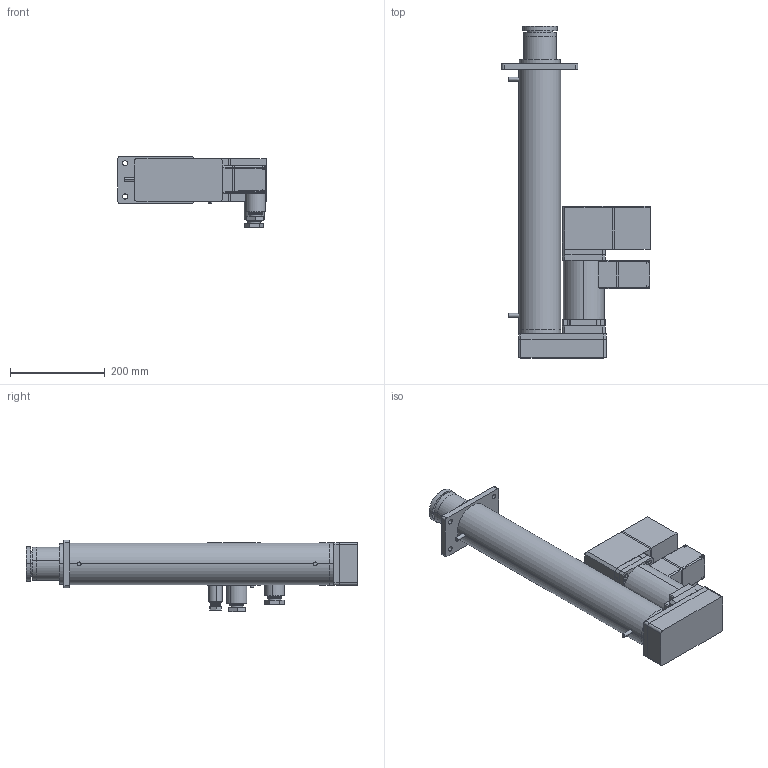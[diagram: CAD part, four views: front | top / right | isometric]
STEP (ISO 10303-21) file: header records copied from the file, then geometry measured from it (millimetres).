
FILE_DESCRIPTION (( 'STEP AP203' ), '1' );
FILE_NAME ('RLD88-10QF-1.9KN-R900-S2-250mm-s.STEP', '2025-01-08T09:27:55', ( '微软用户' ), ( '微软中国' ), 'SwSTEP 2.0', 'SolidWorks 2022', '' );
FILE_SCHEMA (( 'CONFIG_CONTROL_DESIGN' ));
Length unit declared in the file: millimetre
Products named in the file (46): RLD88-10QF-1.9KN-R900-S2-250mm-s; A0-1.STEP; ____.STEP; ____________.STEP; THD-EX05MA-010 ____________.STEP; THD-EX05MA-008 ____.STEP; JD4-660.STEP; THD-EX16-009 ________.STEP; __________.STEP; JD4______.STEP; A0________.STEP; ______-1.STEP; 复件 240111-TB-88多节缸第三节缸筒^RLD88-10QF-2KN-R1000-S2-125mm-s; ____-4.STEP; __________-0.STEP; 复件 240111-TB-88多节缸轴承座^RLD88-10QF-2KN-R1000-S2-125mm-s; A2-2.STEP; ______-2.STEP; A2-3.STEP; ____-1.STEP; hexagon socket head cap screws gb_GB_FASTENER_SCREWS_HSHCS M5X16-C.STEP; THD-EX05MA-007B ____.STEP; A0-3.STEP; hexagon socket head cap screws gb_GB_FASTENER_SCREWS_HSHCS M4X6-N.STEP; A2-1.STEP; hexagon socket head cap screws gb_GB_FASTENER_SCREWS_HSHCS M5X50-C.STEP; THD-EX05MA-005 ________.STEP; THD-EX05MA-002 ______.STEP; THD-EX05MA-011 ____________.STEP; 90煤安接线柱型; A0-2.STEP; 复件 240111-TB-88多节缸第一节缸筒^RLD88-10QF-2KN-R1000-S2-125mm-s; 复件 240111-TB-88多节缸第二节缸筒^RLD88-10QF-2KN-R1000-S2-125mm-s; ________-3.STEP; ________-5.STEP; ____-7.STEP; ____________-6.STEP; hexagon socket head cap screws gb_GB_FASTENER_SCREWS_HSHCS M5X20-C.STEP; A2________.STEP; 90煤安接线柱型.STEP ...
Assembly tree (65 placements, depth 5):
  RLD88-10QF-1.9KN-R900-S2-250mm-s
    复件 240111-TB-88多节缸箱体盖板^RLD88-10QF-2KN-R1000-S2-125mm-s
    复件 240111-TB-88多节缸轴承座^RLD88-10QF-2KN-R1000-S2-125mm-s
    复件 240111-TB-88多节缸第二节缸筒^RLD88-10QF-2KN-R1000-S2-125mm-s
    复件 240111-TB-88多节缸第三节缸筒^RLD88-10QF-2KN-R1000-S2-125mm-s
    复件 240111-TB-88多节缸第一节缸筒^RLD88-10QF-2KN-R1000-S2-125mm-s
    零件40^RLD88-10QF-2KN-R1000-S2-125mm-s
    90煤安接线柱型
      90煤安接线柱型.STEP
        THD-EX05MA-005 ________.STEP
          __________.STEP
          ______.STEP
          __________-0.STEP
          ______-1.STEP
        THD-EX05MA-002 ______.STEP
          ________.STEP
        JD4-660.STEP
          ______-2.STEP
          JD4______.STEP  x4
          ________-3.STEP
        JZ16-220-_36.STEP
          ____-1.STEP
          ____.STEP
          ____-4.STEP
          ________-5.STEP
        A0________.STEP
          A0-2.STEP
          A0-1.STEP
          A0-3.STEP
        A2________.STEP  x2
          A2-2.STEP
          A2-1.STEP
          A2-3.STEP
        THD-EX05MA-007B ____.STEP
        hexagon socket head cap screws gb_GB_FASTENER_SCREWS_HSHCS M5X20-C.STEP  x4
        hexagon socket head cap screws gb_GB_FASTENER_SCREWS_HSHCS M5X16-C.STEP  x4
        THD-EX05MA-008 ____.STEP
        hexagon socket head cap screws gb_GB_FASTENER_SCREWS_HSHCS M5X25-C.STEP  x4
        THD-EX05MA-011 ____________.STEP
        THD-EX05MA-010 ____________.STEP
        ____________.STEP
        ____________-6.STEP
        hexagon socket head cap screws gb_GB_FASTENER_SCREWS_HSHCS M5X50-C.STEP  x8
        ____-7.STEP
        THD-EX16-009 ________.STEP
        hexagon socket head cap screws gb_GB_FASTENER_SCREWS_HSHCS M4X6-N.STEP
Bounding box: 312.5 x 700 x 151.1 mm (x, y, z)
Volume: 3797157.6 mm3; surface area: 1383174.6 mm2
Topology: 60 solids, 60 shells, 1701 faces, 4057 edges, 2565 vertices
Faces by surface type: cylinder 800, plane 640, cone 194, torus 52, bspline 15
Entity records: 51157 total; most frequent: CARTESIAN_POINT 17744, DIRECTION 6198, ORIENTED_EDGE 5530, EDGE_CURVE 2765, AXIS2_PLACEMENT_3D 2481, VERTEX_POINT 1810, EDGE_LOOP 1517, CIRCLE 1266
